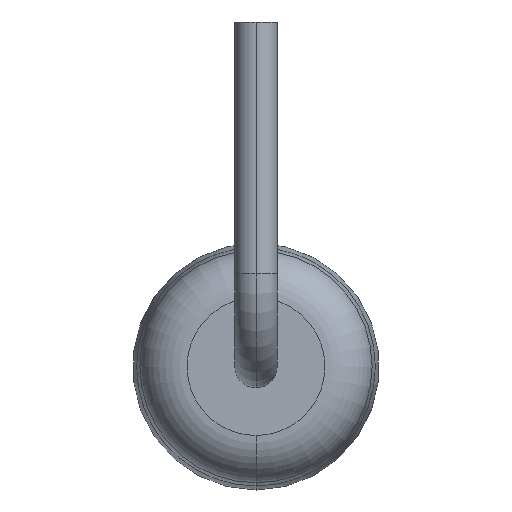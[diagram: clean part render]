
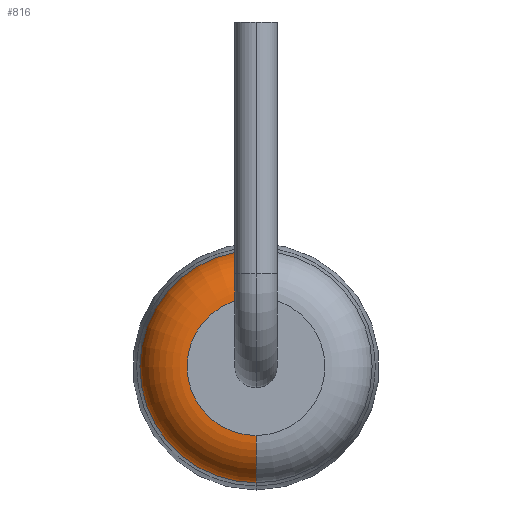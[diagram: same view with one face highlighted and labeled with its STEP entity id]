
A CAD part, front view. The second image highlights one B-rep face of the part: STEP entity #816.
In plain terms, the highlighted toroidal (fillet/blend) face has major radius 1.3 mm and minor radius 0.902 mm.
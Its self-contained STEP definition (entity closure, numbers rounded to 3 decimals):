
#16 = DIRECTION ( 'NONE',  ( 0., 0., 1. ) ) ;
#26 = CARTESIAN_POINT ( 'NONE',  ( 0., -6.5, -1.3 ) ) ;
#90 = DIRECTION ( 'NONE',  ( 0., 0., 1. ) ) ;
#117 = ORIENTED_EDGE ( 'NONE', *, *, #663, .T. ) ;
#402 = ORIENTED_EDGE ( 'NONE', *, *, #1354, .F. ) ;
#405 = DIRECTION ( 'NONE',  ( 0., 1., 0. ) ) ;
#410 = VERTEX_POINT ( 'NONE', #701 ) ;
#519 = CARTESIAN_POINT ( 'NONE',  ( 0., -5.742, -2.19 ) ) ;
#522 = CARTESIAN_POINT ( 'NONE',  ( 0., -5.598, 0. ) ) ;
#552 = CARTESIAN_POINT ( 'NONE',  ( 0., -6.5, 1.3 ) ) ;
#573 = ORIENTED_EDGE ( 'NONE', *, *, #1403, .T. ) ;
#607 = VERTEX_POINT ( 'NONE', #26 ) ;
#663 = EDGE_CURVE ( 'NONE', #674, #410, #1201, .T. ) ;
#674 = VERTEX_POINT ( 'NONE', #552 ) ;
#691 = CARTESIAN_POINT ( 'NONE',  ( 0., -5.598, 1.3 ) ) ;
#693 = DIRECTION ( 'NONE',  ( 0., 0., 1. ) ) ;
#701 = CARTESIAN_POINT ( 'NONE',  ( 0., -5.742, 2.19 ) ) ;
#729 = AXIS2_PLACEMENT_3D ( 'NONE', #1497, #405, #16 ) ;
#816 = ADVANCED_FACE ( 'NONE', ( #1082 ), #879, .T. ) ;
#879 = TOROIDAL_SURFACE ( 'NONE', #1027, 1.3, 0.902 ) ;
#932 = DIRECTION ( 'NONE',  ( 0., 1., 0. ) ) ;
#973 = AXIS2_PLACEMENT_3D ( 'NONE', #691, #1039, #90 ) ;
#988 = ORIENTED_EDGE ( 'NONE', *, *, #1276, .F. ) ;
#1011 = DIRECTION ( 'NONE',  ( 0., 1., 0. ) ) ;
#1027 = AXIS2_PLACEMENT_3D ( 'NONE', #522, #1011, #1500 ) ;
#1039 = DIRECTION ( 'NONE',  ( -1., 0., 0. ) ) ;
#1062 = CARTESIAN_POINT ( 'NONE',  ( 0., -6.5, 0. ) ) ;
#1082 = FACE_OUTER_BOUND ( 'NONE', #1380, .T. ) ;
#1129 = DIRECTION ( 'NONE',  ( 1., 0., 0. ) ) ;
#1201 = CIRCLE ( 'NONE', #973, 0.902 ) ;
#1231 = AXIS2_PLACEMENT_3D ( 'NONE', #1474, #1129, #1427 ) ;
#1260 = CIRCLE ( 'NONE', #1521, 1.3 ) ;
#1261 = VERTEX_POINT ( 'NONE', #519 ) ;
#1276 = EDGE_CURVE ( 'NONE', #1261, #410, #1544, .T. ) ;
#1354 = EDGE_CURVE ( 'NONE', #607, #1261, #1391, .T. ) ;
#1380 = EDGE_LOOP ( 'NONE', ( #402, #573, #117, #988 ) ) ;
#1391 = CIRCLE ( 'NONE', #1231, 0.902 ) ;
#1403 = EDGE_CURVE ( 'NONE', #607, #674, #1260, .T. ) ;
#1427 = DIRECTION ( 'NONE',  ( 0., 0., -1. ) ) ;
#1474 = CARTESIAN_POINT ( 'NONE',  ( 0., -5.598, -1.3 ) ) ;
#1497 = CARTESIAN_POINT ( 'NONE',  ( 0., -5.742, 0. ) ) ;
#1500 = DIRECTION ( 'NONE',  ( 0., 0., 1. ) ) ;
#1521 = AXIS2_PLACEMENT_3D ( 'NONE', #1062, #932, #693 ) ;
#1544 = CIRCLE ( 'NONE', #729, 2.19 ) ;
